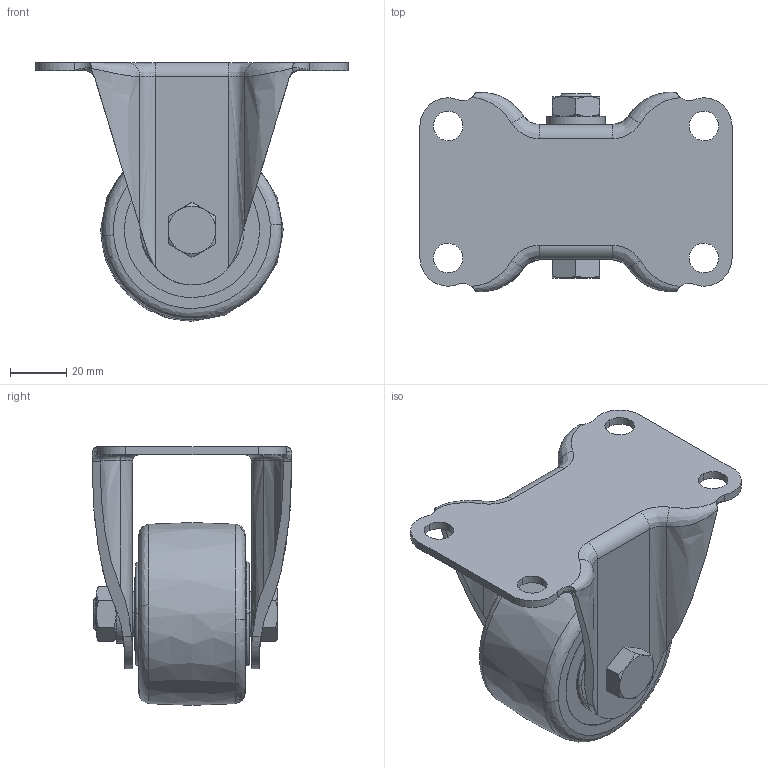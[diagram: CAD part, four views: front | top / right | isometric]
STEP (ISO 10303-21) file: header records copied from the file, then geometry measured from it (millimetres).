
FILE_DESCRIPTION((''),'2;1');
FILE_NAME('','2009-03-19T15:00:34',(''),(''),'','CADfix','');
FILE_SCHEMA(('AUTOMOTIVE_DESIGN { 1 0 10303 214 1 1 1 1 }'));
Length unit declared in the file: millimetre
Bounding box: 111 x 71 x 92 mm (x, y, z)
Volume: 170508.1 mm3; surface area: 48773.3 mm2
Topology: 3 solids, 3 shells, 160 faces, 481 edges, 334 vertices
Faces by surface type: bspline 160
Entity records: 7633 total; most frequent: CARTESIAN_POINT 5010, ORIENTED_EDGE 954, EDGE_CURVE 477, VERTEX_POINT 334, EDGE_LOOP 185, FACE_OUTER_BOUND 160, ADVANCED_FACE 160, QUASI_UNIFORM_CURVE 131
